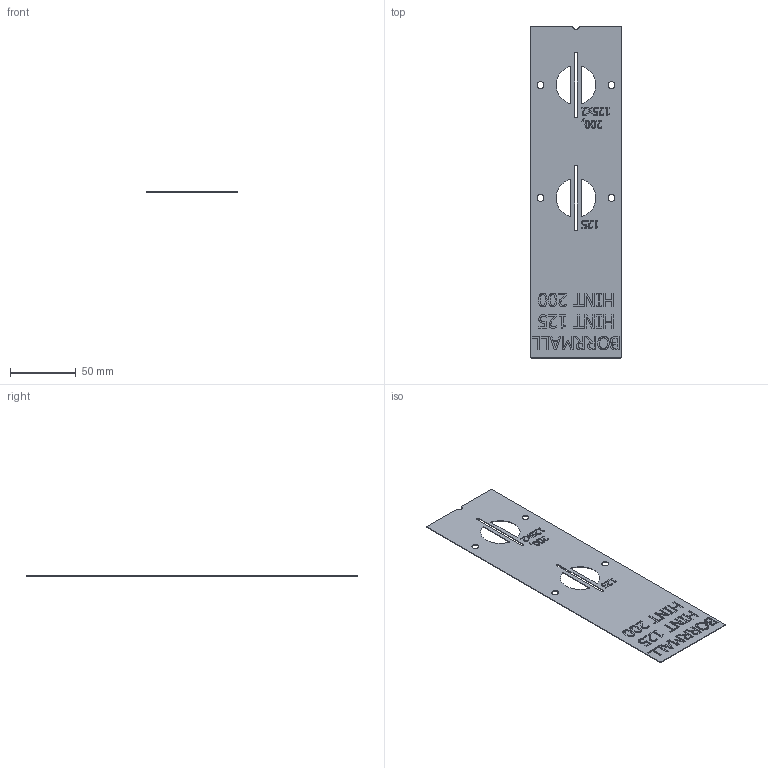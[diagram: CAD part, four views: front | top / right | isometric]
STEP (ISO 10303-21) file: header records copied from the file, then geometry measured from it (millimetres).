
FILE_DESCRIPTION((''),'2;1');
FILE_NAME('HINT-FE-012.stp','2014-03-06T08:28:10',(''),(''),'Autodesk Inventor 2013','Autodesk Inventor 2013','');
FILE_SCHEMA(('AUTOMOTIVE_DESIGN { 1 2 10303 214 0 1 1 1 }'));
Length unit declared in the file: millimetre
Products named in the file (1): HINT-FE-012
Bounding box: 70 x 253 x 0.5 mm (x, y, z)
Volume: 7951.8 mm3; surface area: 34068.9 mm2
Topology: 1 solids, 1 shells, 539 faces, 1479 edges, 986 vertices
Faces by surface type: plane 314, bspline 198, cylinder 27
Full cylindrical faces by diameter (mm): 5.2 x4
Entity records: 18615 total; most frequent: CARTESIAN_POINT 6169, ORIENTED_EDGE 2950, DIRECTION 1817, EDGE_CURVE 1475, VECTOR 1025, LINE 1025, VERTEX_POINT 986, EDGE_LOOP 607
